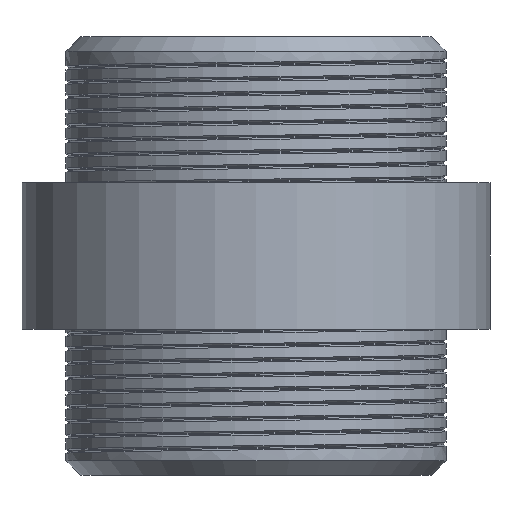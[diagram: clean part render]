
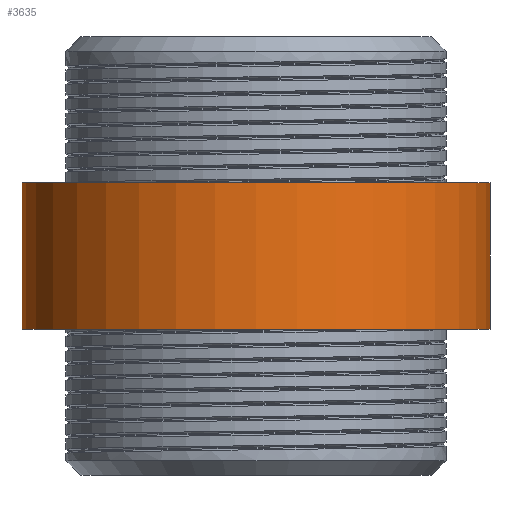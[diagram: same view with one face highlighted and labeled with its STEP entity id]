
A CAD part, front view. The second image highlights one B-rep face of the part: STEP entity #3635.
In plain terms, the highlighted cylindrical face has radius 16 mm (diameter 32 mm), a partial arc.
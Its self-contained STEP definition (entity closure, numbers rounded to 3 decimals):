
#43 = DIRECTION ( 'NONE',  ( 0., 0., -1. ) ) ;
#234 = CARTESIAN_POINT ( 'NONE',  ( 0., 0., 10. ) ) ;
#284 = LINE ( 'NONE', #3250, #1193 ) ;
#398 = EDGE_CURVE ( 'NONE', #2621, #874, #1701, .T. ) ;
#502 = DIRECTION ( 'NONE',  ( 0., 0., -1. ) ) ;
#524 = EDGE_CURVE ( 'NONE', #3664, #874, #2153, .T. ) ;
#636 = DIRECTION ( 'NONE',  ( 0., 0., 1. ) ) ;
#874 = VERTEX_POINT ( 'NONE', #1239 ) ;
#1193 = VECTOR ( 'NONE', #4862, 1000. ) ;
#1239 = CARTESIAN_POINT ( 'NONE',  ( 16., 0., 10. ) ) ;
#1274 = AXIS2_PLACEMENT_3D ( 'NONE', #3791, #502, #2147 ) ;
#1458 = AXIS2_PLACEMENT_3D ( 'NONE', #234, #636, #5167 ) ;
#1502 = ORIENTED_EDGE ( 'NONE', *, *, #524, .T. ) ;
#1539 = EDGE_CURVE ( 'NONE', #4623, #3664, #284, .T. ) ;
#1650 = ORIENTED_EDGE ( 'NONE', *, *, #1539, .T. ) ;
#1701 = LINE ( 'NONE', #4003, #3787 ) ;
#2147 = DIRECTION ( 'NONE',  ( -1., 0., 0. ) ) ;
#2153 = CIRCLE ( 'NONE', #1458, 16. ) ;
#2401 = CARTESIAN_POINT ( 'NONE',  ( -16., 0., 20. ) ) ;
#2487 = CARTESIAN_POINT ( 'NONE',  ( 16., 0., 20. ) ) ;
#2547 = ORIENTED_EDGE ( 'NONE', *, *, #398, .F. ) ;
#2576 = FACE_OUTER_BOUND ( 'NONE', #4391, .T. ) ;
#2621 = VERTEX_POINT ( 'NONE', #2487 ) ;
#2827 = ORIENTED_EDGE ( 'NONE', *, *, #4745, .F. ) ;
#2848 = CIRCLE ( 'NONE', #3531, 16. ) ;
#3250 = CARTESIAN_POINT ( 'NONE',  ( -16., 0., 20. ) ) ;
#3531 = AXIS2_PLACEMENT_3D ( 'NONE', #4490, #4390, #4036 ) ;
#3635 = ADVANCED_FACE ( 'NONE', ( #2576 ), #4140, .T. ) ;
#3664 = VERTEX_POINT ( 'NONE', #4219 ) ;
#3787 = VECTOR ( 'NONE', #43, 1000. ) ;
#3791 = CARTESIAN_POINT ( 'NONE',  ( 0., 0., 20. ) ) ;
#4003 = CARTESIAN_POINT ( 'NONE',  ( 16., 0., 20. ) ) ;
#4036 = DIRECTION ( 'NONE',  ( 1., 0., 0. ) ) ;
#4140 = CYLINDRICAL_SURFACE ( 'NONE', #1274, 16. ) ;
#4219 = CARTESIAN_POINT ( 'NONE',  ( -16., 0., 10. ) ) ;
#4390 = DIRECTION ( 'NONE',  ( 0., 0., 1. ) ) ;
#4391 = EDGE_LOOP ( 'NONE', ( #2547, #2827, #1650, #1502 ) ) ;
#4490 = CARTESIAN_POINT ( 'NONE',  ( 0., 0., 20. ) ) ;
#4623 = VERTEX_POINT ( 'NONE', #2401 ) ;
#4745 = EDGE_CURVE ( 'NONE', #4623, #2621, #2848, .T. ) ;
#4862 = DIRECTION ( 'NONE',  ( 0., 0., -1. ) ) ;
#5167 = DIRECTION ( 'NONE',  ( 1., 0., 0. ) ) ;
